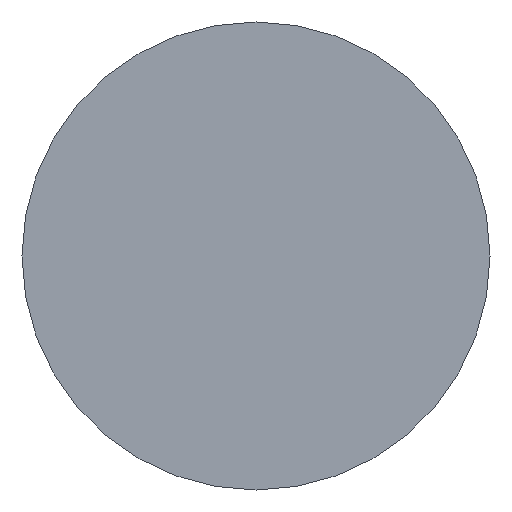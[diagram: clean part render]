
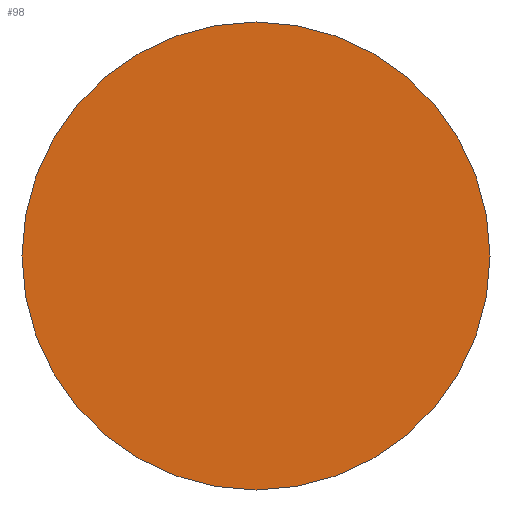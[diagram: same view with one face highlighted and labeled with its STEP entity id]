
A CAD part, front view. The second image highlights one B-rep face of the part: STEP entity #98.
In plain terms, the highlighted planar face has unit normal (0, -1, 0).
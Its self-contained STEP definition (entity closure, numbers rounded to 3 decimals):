
#37=ORIENTED_EDGE('',*,*,#44,.T.);
#44=EDGE_CURVE('',#51,#51,#58,.T.);
#51=VERTEX_POINT('',#180);
#58=CIRCLE('',#125,19.75);
#72=EDGE_LOOP('',(#37));
#86=FACE_BOUND('',#72,.T.);
#90=PLANE('',#126);
#98=ADVANCED_FACE('',(#86),#90,.F.);
#125=AXIS2_PLACEMENT_3D('',#179,#155,#156);
#126=AXIS2_PLACEMENT_3D('',#181,#157,#158);
#155=DIRECTION('',(0.,-1.,0.));
#156=DIRECTION('',(0.,0.,-1.));
#157=DIRECTION('',(0.,1.,0.));
#158=DIRECTION('',(0.,0.,1.));
#179=CARTESIAN_POINT('',(0.,-79.2,0.));
#180=CARTESIAN_POINT('',(0.,-79.2,-19.75));
#181=CARTESIAN_POINT('',(19.75,-79.2,0.));
